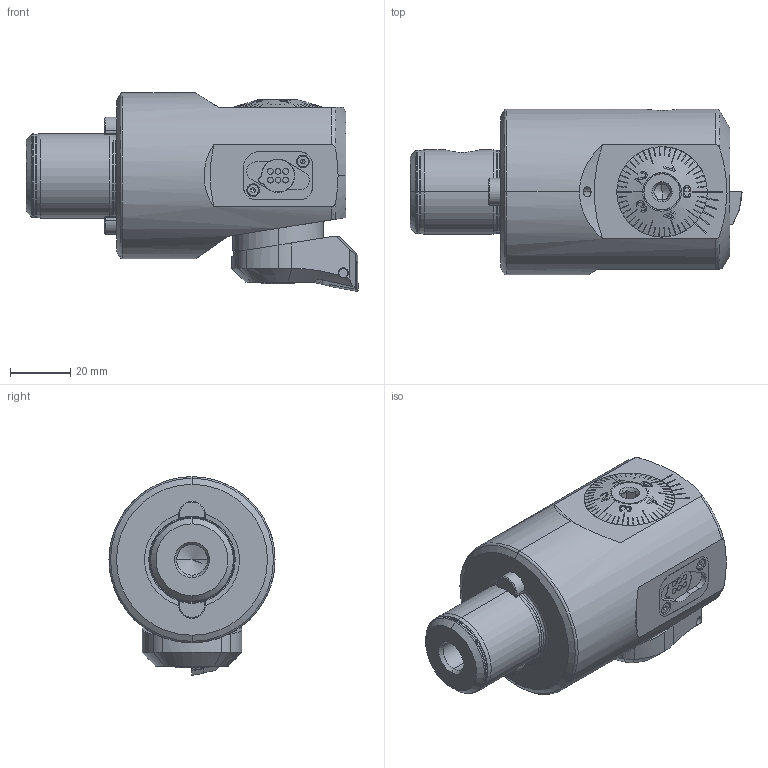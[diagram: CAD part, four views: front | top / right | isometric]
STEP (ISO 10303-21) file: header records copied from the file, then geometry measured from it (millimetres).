
FILE_DESCRIPTION (( 'STEP AP203' ), '1' );
FILE_NAME ('ST5-F55.DA2.080.STEP', '2017-11-14T08:37:36', ( 'SWIAdmin' ), ( 'Hewlett-Packard Company' ), 'SwSTEP 2.0', 'SolidWorks 2017', '' );
FILE_SCHEMA (( 'CONFIG_CONTROL_DESIGN' ));
Length unit declared in the file: millimetre
Products named in the file (29): CCMT09T304; PEF-DA1.011.017_A; F55-BG2.015.015_B; ST5-F55.DA1.080_A; F55-WCB.001.013; PEF-DA1.010.032_A; DIN 3771 - 25x1.5; F55-BG1.DA1.030_B; F55-ER1.101.016_A; Fxx-BG7.DA1.0xx_A_F55; Fxx-MAB.xxx.xxx_A_F55; F55-BG1.012.012_A; ST5-ER2.001.010_A; ISO 4762 - M2 x 6; F55-BG1.DA2.030_mitte; F55-BG1.DA3.030; ST5-F55.DA2.080; DIN 3771 - 13x1; Klebstoff D10; A55-BG2.013.005_C; Fxx-BG7.DA2.0xx_F55; A55-BG3.011.033_A_gek〉zt; A55-BG2.012.006_B; WCB-ER2.001.009_A; ISO 4026 - M10 x 8; A55-BG2.011.016_D; F55-WCB.001.013_D_fertigbearbeitet; Fxx-BG7.DA1.0xx_A_F42; F55-BG2.014.015_B
Assembly tree (32 placements, depth 4):
  ST5-F55.DA2.080
    ST5-F55.DA1.080_A
    F55-BG1.DA2.030_mitte
      F55-BG1.DA3.030
        F55-BG1.DA1.030_B
        F55-BG1.012.012_A
      A55-BG2.013.005_C
      A55-BG2.012.006_B
      F55-BG2.015.015_B
        A55-BG2.011.016_D
        F55-BG2.014.015_B
      DIN 3771 - 25x1.5
      Fxx-MAB.xxx.xxx_A_F55
    Klebstoff D10
    A55-BG3.011.033_A_gek〉zt
    ISO 4026 - M10 x 8
    Fxx-BG7.DA2.0xx_F55
      Fxx-BG7.DA1.0xx_A_F42
      PEF-DA1.011.017_A  x2
      PEF-DA1.010.032_A
      Fxx-BG7.DA1.0xx_A_F55
      ISO 4762 - M2 x 6  x2
      DIN 3771 - 13x1
    WCB-ER2.001.009_A
    F55-WCB.001.013
      F55-WCB.001.013_D_fertigbearbeitet
      CCMT09T304
      WCB-ER2.001.009_A
    F55-ER1.101.016_A
    ST5-ER2.001.010_A  x2
Bounding box: 110 x 55 x 65.75 mm (x, y, z)
Volume: 180556.3 mm3; surface area: 52107.4 mm2
Topology: 29 solids, 29 shells, 1201 faces, 3013 edges, 1886 vertices
Faces by surface type: plane 469, cylinder 322, cone 259, torus 100, bspline 47, sphere 4
Entity records: 39395 total; most frequent: CARTESIAN_POINT 10754, ORIENTED_EDGE 5460, DIRECTION 5172, EDGE_CURVE 2730, AXIS2_PLACEMENT_3D 2025, VERTEX_POINT 1729, EDGE_LOOP 1171, VECTOR 1122
